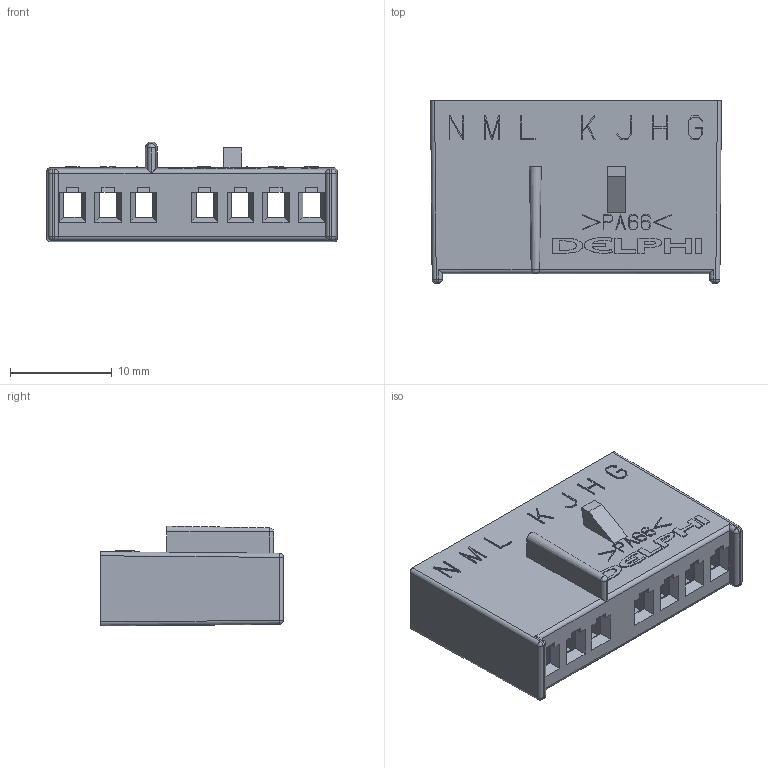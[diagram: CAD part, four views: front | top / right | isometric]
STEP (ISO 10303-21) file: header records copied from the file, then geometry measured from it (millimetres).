
FILE_DESCRIPTION(/* description */ (''),/* implementation_level */ '2;1');
FILE_NAME(/* name */ '15339058_02-CONN.stp',/* time_stamp */ '2023-07-14T20:29:12+08:00',/* author */ (''),/* organization */ (''),/* preprocessor_version */ 'ST-DEVELOPER v16',/* originating_system */ 'SIEMENS PLM Software NX 11.0',/* authorisation */ '');
FILE_SCHEMA (('AUTOMOTIVE_DESIGN { 1 0 10303 214 3 1 1 1 }'));
Length unit declared in the file: millimetre
Products named in the file (2): 15324300-MLT03_01-CONN; 15339058_02-CONN
Assembly tree (1 placements, depth 2):
  15339058_02-CONN
    15324300-MLT03_01-CONN
Bounding box: 28.59 x 17.95 x 9.83 mm (x, y, z)
Volume: 2211.3 mm3; surface area: 3335.7 mm2
Topology: 1 solids, 1 shells, 550 faces, 1522 edges, 986 vertices
Faces by surface type: plane 503, cylinder 21, extrusion 16, sphere 8, bspline 1, cone 1
Entity records: 17498 total; most frequent: CARTESIAN_POINT 3217, ORIENTED_EDGE 3028, DIRECTION 2613, EDGE_CURVE 1514, VECTOR 1453, LINE 1437, VERTEX_POINT 986, EDGE_LOOP 588
